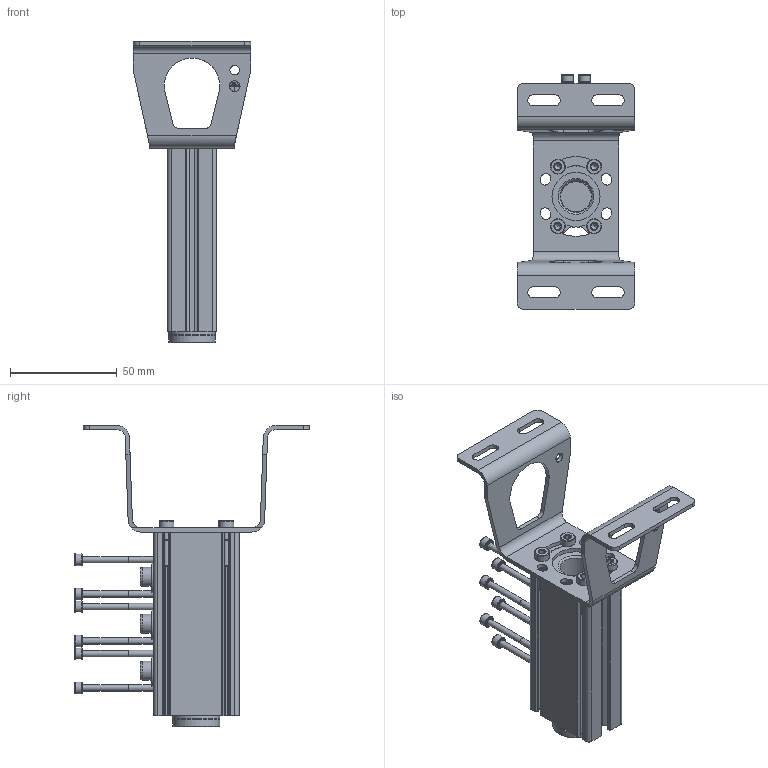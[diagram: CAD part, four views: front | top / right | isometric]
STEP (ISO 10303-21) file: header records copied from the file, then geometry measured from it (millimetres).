
FILE_DESCRIPTION(/* description */ ('STEP AP214'),/* implementation_level */ '2;1');
FILE_NAME(/* name */ '576415_VABM-B10-20-G38-3-P53-E',/* time_stamp */ '2024-09-15T21:17:01+02:00',/* author */ ('License CC BY-ND 4.0'),/* organization */ ('CADENAS'),/* preprocessor_version */ 'ST-DEVELOPER v19.3',/* originating_system */ 'PARTsolutions',/* authorisation */ ' ');
FILE_SCHEMA (('AUTOMOTIVE_DESIGN {1 0 10303 214 3 1 1}'));
Length unit declared in the file: millimetre
Products named in the file (7): 576415 VABM-B10-20-G38-3-P53-E; 576415 VABM-B10-20-G38-3-P53-E---(M); 1354302 VUVS-G18---(S); 2833702 F-M3x40-10.9; 3570 B-3/8---(Plug); 1485686 VAME-B10-20-A-E---(V); 3041592 F-M4x18/12
Assembly tree (16 placements, depth 2):
  576415 VABM-B10-20-G38-3-P53-E
    576415 VABM-B10-20-G38-3-P53-E---(M)
    1354302 VUVS-G18---(S)  x3
    2833702 F-M3x40-10.9  x6
    3570 B-3/8---(Plug)
    1485686 VAME-B10-20-A-E---(V)
    3041592 F-M4x18/12  x4
Bounding box: 55 x 110.1 x 141.2 mm (x, y, z)
Volume: 75216.5 mm3; surface area: 45754.7 mm2
Topology: 16 solids, 16 shells, 651 faces, 1606 edges, 1024 vertices
Faces by surface type: plane 357, cylinder 195, cone 74, torus 25
Full cylindrical faces by diameter (mm): 2.459 x6, 2.92 x6, 3 x6, 3.242 x1, 3.45 x4, 4 x4, 4.5 x2, 5 x3, 5.5 x6, 6 x6, 7 x4, 8.9 x3, 10.8 x3, 14.3 x1, 14.95 x2, 15 x3, 16.662 x1, 19.8 x1, 22 x2, 22.5 x1
Entity records: 11202 total; most frequent: CARTESIAN_POINT 1987, DIRECTION 1934, ORIENTED_EDGE 1728, EDGE_CURVE 864, AXIS2_PLACEMENT_3D 705, VERTEX_POINT 611, LINE 524, VECTOR 524
